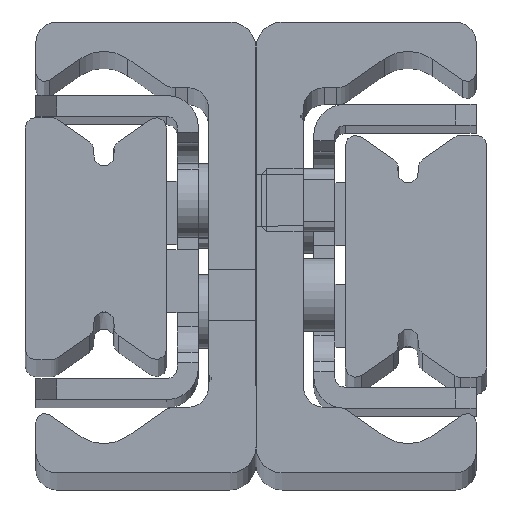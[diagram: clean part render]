
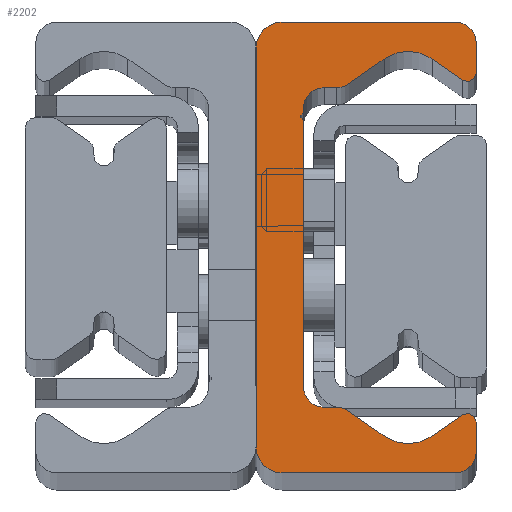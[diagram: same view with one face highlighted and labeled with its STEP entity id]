
A CAD part, top view. The second image highlights one B-rep face of the part: STEP entity #2202.
In plain terms, the highlighted planar face has unit normal (0, 0, 1).
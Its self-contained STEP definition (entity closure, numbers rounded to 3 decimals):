
#1142=CARTESIAN_POINT('',(2.499,0.,930.0));
#1143=VERTEX_POINT('',#1142);
#1144=CARTESIAN_POINT('',(-0.001,2.5,930.0));
#1145=VERTEX_POINT('',#1144);
#1146=CARTESIAN_POINT('',(2.499,2.5,930.0));
#1147=DIRECTION('',(0.0,0.0,-1.0));
#1148=DIRECTION('',(-1.0,0.0,0.0));
#1149=AXIS2_PLACEMENT_3D('',#1146,#1147,#1148);
#1150=CIRCLE('',#1149,2.5);
#1151=EDGE_CURVE('',#1143,#1145,#1150,.T.);
#1184=CARTESIAN_POINT('',(-0.001,40.5,930.0));
#1185=VERTEX_POINT('',#1184);
#1186=CARTESIAN_POINT('',(-0.001,2.5,930.0));
#1187=DIRECTION('',(0.0,1.0,0.0));
#1188=VECTOR('',#1187,38.);
#1189=LINE('',#1186,#1188);
#1190=EDGE_CURVE('',#1145,#1185,#1189,.T.);
#1263=CARTESIAN_POINT('',(2.499,43.0,930.0));
#1264=VERTEX_POINT('',#1263);
#1265=CARTESIAN_POINT('',(2.499,40.5,930.0));
#1266=DIRECTION('',(0.0,0.0,-1.0));
#1267=DIRECTION('',(0.0,1.0,0.0));
#1268=AXIS2_PLACEMENT_3D('',#1265,#1266,#1267);
#1269=CIRCLE('',#1268,2.5);
#1270=EDGE_CURVE('',#1185,#1264,#1269,.T.);
#1296=CARTESIAN_POINT('',(18.999,43.0,930.0));
#1297=VERTEX_POINT('',#1296);
#1298=CARTESIAN_POINT('',(2.499,43.0,930.0));
#1299=DIRECTION('',(1.0,0.0,0.0));
#1300=VECTOR('',#1299,16.5);
#1301=LINE('',#1298,#1300);
#1302=EDGE_CURVE('',#1264,#1297,#1301,.T.);
#1327=CARTESIAN_POINT('',(20.999,41.0,930.0));
#1328=VERTEX_POINT('',#1327);
#1329=CARTESIAN_POINT('',(18.999,41.0,930.0));
#1330=DIRECTION('',(0.0,0.0,-1.0));
#1331=DIRECTION('',(1.0,0.0,0.0));
#1332=AXIS2_PLACEMENT_3D('',#1329,#1330,#1331);
#1333=CIRCLE('',#1332,2.);
#1334=EDGE_CURVE('',#1297,#1328,#1333,.T.);
#1360=CARTESIAN_POINT('',(20.999,38.15,930.0));
#1361=VERTEX_POINT('',#1360);
#1362=CARTESIAN_POINT('',(20.999,41.0,930.0));
#1363=DIRECTION('',(0.0,-1.0,0.0));
#1364=VECTOR('',#1363,2.85);
#1365=LINE('',#1362,#1364);
#1366=EDGE_CURVE('',#1328,#1361,#1365,.T.);
#1391=CARTESIAN_POINT('',(19.662,37.453,930.0));
#1392=VERTEX_POINT('',#1391);
#1393=CARTESIAN_POINT('',(20.149,38.15,930.0));
#1394=DIRECTION('',(0.0,0.0,-1.0));
#1395=DIRECTION('',(-0.574,-0.819,0.0));
#1396=AXIS2_PLACEMENT_3D('',#1393,#1394,#1395);
#1397=CIRCLE('',#1396,0.85);
#1398=EDGE_CURVE('',#1361,#1392,#1397,.T.);
#1424=CARTESIAN_POINT('',(16.794,39.462,930.0));
#1425=VERTEX_POINT('',#1424);
#1426=CARTESIAN_POINT('',(19.662,37.453,930.0));
#1427=DIRECTION('',(-0.819,0.574,0.0));
#1428=VECTOR('',#1427,3.501);
#1429=LINE('',#1426,#1428);
#1430=EDGE_CURVE('',#1392,#1425,#1429,.T.);
#1455=CARTESIAN_POINT('',(12.205,39.462,930.0));
#1456=VERTEX_POINT('',#1455);
#1457=CARTESIAN_POINT('',(14.499,36.185,930.0));
#1458=DIRECTION('',(0.0,0.0,1.0));
#1459=DIRECTION('',(-0.574,-0.819,0.0));
#1460=AXIS2_PLACEMENT_3D('',#1457,#1458,#1459);
#1461=CIRCLE('',#1460,4.);
#1462=EDGE_CURVE('',#1425,#1456,#1461,.T.);
#1488=CARTESIAN_POINT('',(8.849,37.112,930.0));
#1489=VERTEX_POINT('',#1488);
#1490=CARTESIAN_POINT('',(12.205,39.462,930.0));
#1491=DIRECTION('',(-0.819,-0.574,0.0));
#1492=VECTOR('',#1491,4.097);
#1493=LINE('',#1490,#1492);
#1494=EDGE_CURVE('',#1456,#1489,#1493,.T.);
#1519=CARTESIAN_POINT('',(7.702,36.75,930.0));
#1520=VERTEX_POINT('',#1519);
#1521=CARTESIAN_POINT('',(7.702,38.75,930.0));
#1522=DIRECTION('',(0.0,0.0,-1.0));
#1523=DIRECTION('',(0.0,-1.0,0.0));
#1524=AXIS2_PLACEMENT_3D('',#1521,#1522,#1523);
#1525=CIRCLE('',#1524,2.);
#1526=EDGE_CURVE('',#1489,#1520,#1525,.T.);
#1552=CARTESIAN_POINT('',(6.499,36.75,930.0));
#1553=VERTEX_POINT('',#1552);
#1554=CARTESIAN_POINT('',(7.702,36.75,930.0));
#1555=DIRECTION('',(-1.0,0.0,0.0));
#1556=VECTOR('',#1555,1.203);
#1557=LINE('',#1554,#1556);
#1558=EDGE_CURVE('',#1520,#1553,#1557,.T.);
#1583=CARTESIAN_POINT('',(4.499,34.75,930.0));
#1584=VERTEX_POINT('',#1583);
#1585=CARTESIAN_POINT('',(6.499,34.75,930.0));
#1586=DIRECTION('',(0.0,0.0,1.0));
#1587=DIRECTION('',(0.0,-1.0,0.0));
#1588=AXIS2_PLACEMENT_3D('',#1585,#1586,#1587);
#1589=CIRCLE('',#1588,2.0);
#1590=EDGE_CURVE('',#1553,#1584,#1589,.T.);
#1616=CARTESIAN_POINT('',(4.499,34.361,930.0));
#1617=VERTEX_POINT('',#1616);
#1618=CARTESIAN_POINT('',(4.499,34.75,930.0));
#1619=DIRECTION('',(0.0,-1.0,0.0));
#1620=VECTOR('',#1619,0.389);
#1621=LINE('',#1618,#1620);
#1622=EDGE_CURVE('',#1584,#1617,#1621,.T.);
#1647=CARTESIAN_POINT('',(4.411,34.234,930.0));
#1648=VERTEX_POINT('',#1647);
#1649=CARTESIAN_POINT('',(4.363,34.361,930.0));
#1650=DIRECTION('',(0.0,0.0,-1.));
#1651=DIRECTION('',(0.353,-0.936,0.0));
#1652=AXIS2_PLACEMENT_3D('',#1649,#1650,#1651);
#1653=CIRCLE('',#1652,0.136);
#1654=EDGE_CURVE('',#1617,#1648,#1653,.T.);
#1680=CARTESIAN_POINT('',(4.422,33.762,930.0));
#1681=VERTEX_POINT('',#1680);
#1682=CARTESIAN_POINT('',(4.499,34.0,930.0));
#1683=DIRECTION('',(0.0,0.0,1.));
#1684=DIRECTION('',(0.353,-0.936,0.0));
#1685=AXIS2_PLACEMENT_3D('',#1682,#1683,#1684);
#1686=CIRCLE('',#1685,0.25);
#1687=EDGE_CURVE('',#1648,#1681,#1686,.T.);
#1713=CARTESIAN_POINT('',(4.499,33.656,930.0));
#1714=VERTEX_POINT('',#1713);
#1715=CARTESIAN_POINT('',(4.387,33.656,930.0));
#1716=DIRECTION('',(0.0,0.0,-1.0));
#1717=DIRECTION('',(1.0,0.0,0.0));
#1718=AXIS2_PLACEMENT_3D('',#1715,#1716,#1717);
#1719=CIRCLE('',#1718,0.112);
#1720=EDGE_CURVE('',#1681,#1714,#1719,.T.);
#1746=CARTESIAN_POINT('',(4.499,8.25,930.0));
#1747=VERTEX_POINT('',#1746);
#1748=CARTESIAN_POINT('',(4.499,33.656,930.0));
#1749=DIRECTION('',(0.0,-1.0,0.0));
#1750=VECTOR('',#1749,25.406);
#1751=LINE('',#1748,#1750);
#1752=EDGE_CURVE('',#1714,#1747,#1751,.T.);
#1825=CARTESIAN_POINT('',(6.499,6.25,930.0));
#1826=VERTEX_POINT('',#1825);
#1827=CARTESIAN_POINT('',(6.499,8.25,930.0));
#1828=DIRECTION('',(0.0,0.0,1.0));
#1829=DIRECTION('',(1.0,0.0,0.0));
#1830=AXIS2_PLACEMENT_3D('',#1827,#1828,#1829);
#1831=CIRCLE('',#1830,2.0);
#1832=EDGE_CURVE('',#1747,#1826,#1831,.T.);
#1858=CARTESIAN_POINT('',(7.702,6.25,930.0));
#1859=VERTEX_POINT('',#1858);
#1860=CARTESIAN_POINT('',(6.499,6.25,930.0));
#1861=DIRECTION('',(1.0,0.0,0.0));
#1862=VECTOR('',#1861,1.203);
#1863=LINE('',#1860,#1862);
#1864=EDGE_CURVE('',#1826,#1859,#1863,.T.);
#1889=CARTESIAN_POINT('',(8.849,5.888,930.0));
#1890=VERTEX_POINT('',#1889);
#1891=CARTESIAN_POINT('',(7.702,4.25,930.0));
#1892=DIRECTION('',(0.0,0.0,-1.0));
#1893=DIRECTION('',(0.574,0.819,0.0));
#1894=AXIS2_PLACEMENT_3D('',#1891,#1892,#1893);
#1895=CIRCLE('',#1894,2.);
#1896=EDGE_CURVE('',#1859,#1890,#1895,.T.);
#1922=CARTESIAN_POINT('',(12.205,3.538,930.0));
#1923=VERTEX_POINT('',#1922);
#1924=CARTESIAN_POINT('',(8.849,5.888,930.0));
#1925=DIRECTION('',(0.819,-0.574,0.0));
#1926=VECTOR('',#1925,4.097);
#1927=LINE('',#1924,#1926);
#1928=EDGE_CURVE('',#1890,#1923,#1927,.T.);
#1953=CARTESIAN_POINT('',(16.794,3.538,930.0));
#1954=VERTEX_POINT('',#1953);
#1955=CARTESIAN_POINT('',(14.499,6.815,930.0));
#1956=DIRECTION('',(0.0,0.0,1.0));
#1957=DIRECTION('',(0.574,0.819,0.0));
#1958=AXIS2_PLACEMENT_3D('',#1955,#1956,#1957);
#1959=CIRCLE('',#1958,4.);
#1960=EDGE_CURVE('',#1923,#1954,#1959,.T.);
#1986=CARTESIAN_POINT('',(19.662,5.547,930.0));
#1987=VERTEX_POINT('',#1986);
#1988=CARTESIAN_POINT('',(16.794,3.538,930.0));
#1989=DIRECTION('',(0.819,0.574,0.0));
#1990=VECTOR('',#1989,3.501);
#1991=LINE('',#1988,#1990);
#1992=EDGE_CURVE('',#1954,#1987,#1991,.T.);
#2017=CARTESIAN_POINT('',(20.999,4.85,930.0));
#2018=VERTEX_POINT('',#2017);
#2019=CARTESIAN_POINT('',(20.149,4.85,930.0));
#2020=DIRECTION('',(0.0,0.0,-1.0));
#2021=DIRECTION('',(1.0,0.0,0.0));
#2022=AXIS2_PLACEMENT_3D('',#2019,#2020,#2021);
#2023=CIRCLE('',#2022,0.85);
#2024=EDGE_CURVE('',#1987,#2018,#2023,.T.);
#2050=CARTESIAN_POINT('',(20.999,2.,930.0));
#2051=VERTEX_POINT('',#2050);
#2052=CARTESIAN_POINT('',(20.999,4.85,930.0));
#2053=DIRECTION('',(0.0,-1.0,0.0));
#2054=VECTOR('',#2053,2.85);
#2055=LINE('',#2052,#2054);
#2056=EDGE_CURVE('',#2018,#2051,#2055,.T.);
#2081=CARTESIAN_POINT('',(18.999,0.,930.0));
#2082=VERTEX_POINT('',#2081);
#2083=CARTESIAN_POINT('',(18.999,2.,930.0));
#2084=DIRECTION('',(0.0,0.0,-1.0));
#2085=DIRECTION('',(0.0,-1.0,0.0));
#2086=AXIS2_PLACEMENT_3D('',#2083,#2084,#2085);
#2087=CIRCLE('',#2086,2.);
#2088=EDGE_CURVE('',#2051,#2082,#2087,.T.);
#2114=CARTESIAN_POINT('',(18.999,0.,930.0));
#2115=DIRECTION('',(-1.0,0.0,0.0));
#2116=VECTOR('',#2115,16.5);
#2117=LINE('',#2114,#2116);
#2118=EDGE_CURVE('',#2082,#1143,#2117,.T.);
#2167=CARTESIAN_POINT('',(7.822,21.517,930.0));
#2168=DIRECTION('',(0.0,0.0,1.0));
#2169=DIRECTION('',(1.0,0.0,0.0));
#2170=AXIS2_PLACEMENT_3D('',#2167,#2168,#2169);
#2171=PLANE('',#2170);
#2172=ORIENTED_EDGE('',*,*,#1151,.F.);
#2173=ORIENTED_EDGE('',*,*,#2118,.F.);
#2174=ORIENTED_EDGE('',*,*,#2088,.F.);
#2175=ORIENTED_EDGE('',*,*,#2056,.F.);
#2176=ORIENTED_EDGE('',*,*,#2024,.F.);
#2177=ORIENTED_EDGE('',*,*,#1992,.F.);
#2178=ORIENTED_EDGE('',*,*,#1960,.F.);
#2179=ORIENTED_EDGE('',*,*,#1928,.F.);
#2180=ORIENTED_EDGE('',*,*,#1896,.F.);
#2181=ORIENTED_EDGE('',*,*,#1864,.F.);
#2182=ORIENTED_EDGE('',*,*,#1832,.F.);
#2183=ORIENTED_EDGE('',*,*,#1752,.F.);
#2184=ORIENTED_EDGE('',*,*,#1720,.F.);
#2185=ORIENTED_EDGE('',*,*,#1687,.F.);
#2186=ORIENTED_EDGE('',*,*,#1654,.F.);
#2187=ORIENTED_EDGE('',*,*,#1622,.F.);
#2188=ORIENTED_EDGE('',*,*,#1590,.F.);
#2189=ORIENTED_EDGE('',*,*,#1558,.F.);
#2190=ORIENTED_EDGE('',*,*,#1526,.F.);
#2191=ORIENTED_EDGE('',*,*,#1494,.F.);
#2192=ORIENTED_EDGE('',*,*,#1462,.F.);
#2193=ORIENTED_EDGE('',*,*,#1430,.F.);
#2194=ORIENTED_EDGE('',*,*,#1398,.F.);
#2195=ORIENTED_EDGE('',*,*,#1366,.F.);
#2196=ORIENTED_EDGE('',*,*,#1334,.F.);
#2197=ORIENTED_EDGE('',*,*,#1302,.F.);
#2198=ORIENTED_EDGE('',*,*,#1270,.F.);
#2199=ORIENTED_EDGE('',*,*,#1190,.F.);
#2200=EDGE_LOOP('',(#2172,#2173,#2174,#2175,#2176,#2177,#2178,#2179,#2180,#2181,#2182,#2183,#2184,#2185,#2186,#2187,#2188,#2189,#2190,#2191,#2192,#2193,#2194,#2195,#2196,#2197,#2198,#2199));
#2201=FACE_OUTER_BOUND('',#2200,.T.);
#2202=ADVANCED_FACE('',(#2201),#2171,.T.);
